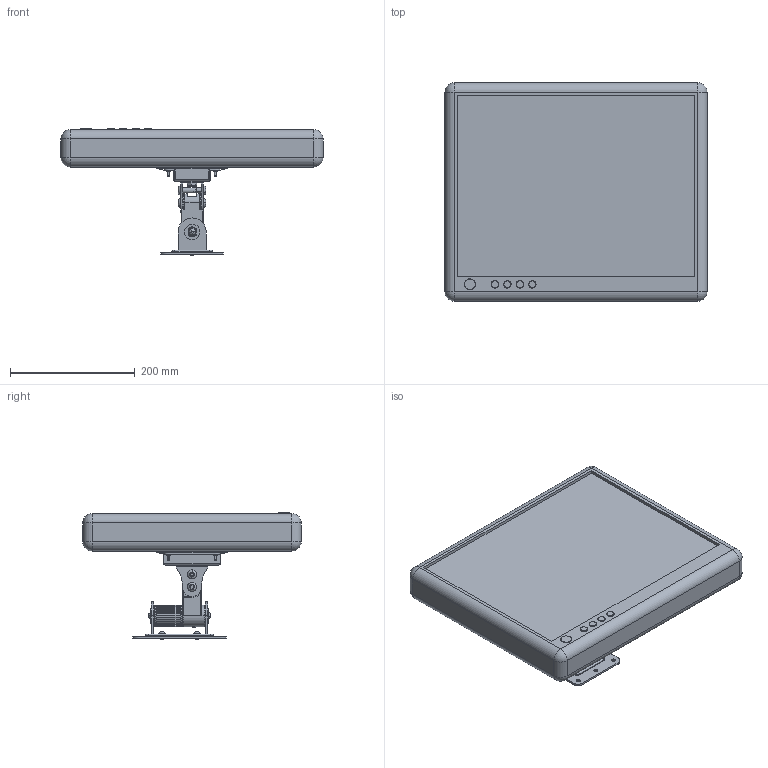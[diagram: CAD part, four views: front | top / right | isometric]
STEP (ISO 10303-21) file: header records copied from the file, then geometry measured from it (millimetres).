
FILE_DESCRIPTION (( 'STEP AP214' ), '1' );
FILE_NAME ('60216-00WGV.STEP', '2015-04-07T02:40:55', ( 'User' ), ( '' ), 'SwSTEP 2.0', 'SolidWorks 2012', '' );
FILE_SCHEMA (( 'AUTOMOTIVE_DESIGN' ));
Length unit declared in the file: millimetre
Products named in the file (26): LCD panelVESA; P21-15-06; M4 x 0.7 nut P24-21-04; P21-02-01; P21-01a; P21-00-01; M4 -10-P21-00-11; Nut 3-8-16; P21-00-09; P21-00-02N; Name plate; P21-00-05; P21-00-15M; P21-00-15F; P21-00-03; P21-00-07; P21-01-28; LCD Panel; P25-00-14; 25-12; D25d6.3t1.0; P25-12-20; M6-8; P25-12-19; P25-12-18; 60216-00WGV
Assembly tree (42 placements, depth 4):
  60216-00WGV
    25-12
      P25-12-18
      P25-12-19
      M6-8  x4
      P25-12-20
      D25d6.3t1.0  x2
    P25-00-14
    LCD panelVESA
      LCD Panel
      P21-01a
        P21-01-28
        P21-00-07  x2
        P21-00-03
        P21-00-15F  x2
        P21-00-15M  x2
        P21-00-05
        Name plate
        P21-00-02N
        P21-00-09
        Nut 3-8-16
        M4 -10-P21-00-11
        P21-00-01
      P21-02-01
      M4 x 0.7 nut P24-21-04  x4
      P21-15-06  x4
      M4 -10-P21-00-11  x4
Bounding box: 420 x 350 x 202 mm (x, y, z)
Volume: 8386042.7 mm3; surface area: 540345.9 mm2
Topology: 39 solids, 39 shells, 1201 faces, 2948 edges, 1835 vertices
Faces by surface type: plane 484, cylinder 390, cone 172, torus 139, sphere 14, bspline 2
Entity records: 33111 total; most frequent: CARTESIAN_POINT 5064, DIRECTION 4414, ORIENTED_EDGE 3924, EDGE_CURVE 1962, AXIS2_PLACEMENT_3D 1722, VERTEX_POINT 1244, LINE 970, VECTOR 970
